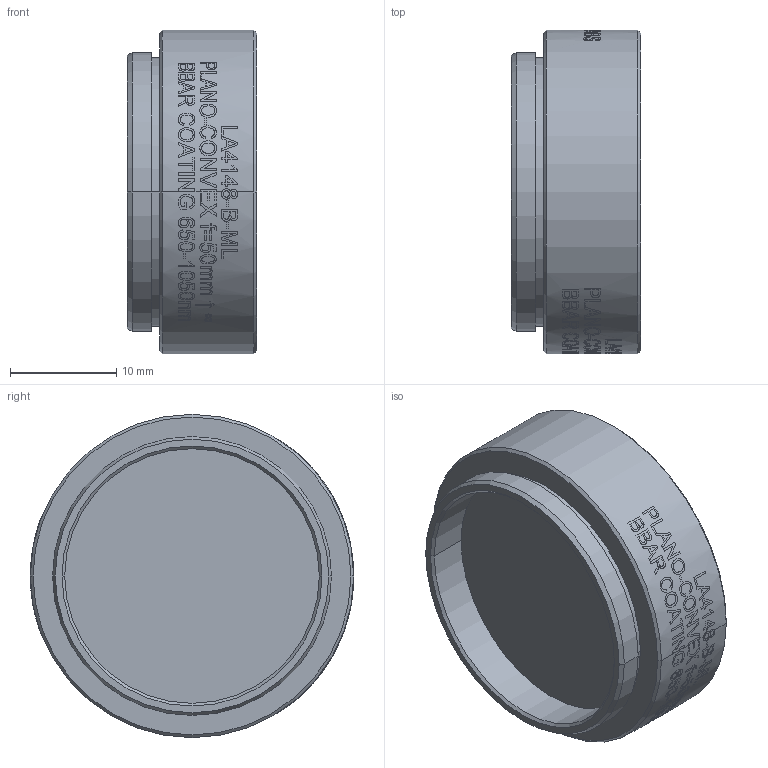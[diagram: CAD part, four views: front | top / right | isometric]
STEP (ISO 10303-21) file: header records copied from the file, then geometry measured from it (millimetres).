
FILE_DESCRIPTION (( 'STEP AP203' ), '1' );
FILE_NAME ('TTN039168-E0W.STEP', '2015-11-04T21:44:51', ( 'admin' ), ( '' ), 'SwSTEP 2.0', 'SolidWorks 2014', '' );
FILE_SCHEMA (( 'CONFIG_CONTROL_DESIGN' ));
Length unit declared in the file: millimetre
Products named in the file (1): TTN039168-E0W
Bounding box: 12.19 x 30.48 x 30.48 mm (x, y, z)
Volume: 4233.4 mm3; surface area: 4486.2 mm2
Topology: 3 solids, 3 shells, 163 faces, 889 edges, 822 vertices
Faces by surface type: cylinder 115, cone 26, plane 20, torus 2
Entity records: 15138 total; most frequent: CARTESIAN_POINT 8140, ORIENTED_EDGE 1774, DIRECTION 1063, EDGE_CURVE 887, VERTEX_POINT 822, AXIS2_PLACEMENT_3D 427, B_SPLINE_CURVE_WITH_KNOTS 415, CIRCLE 263
